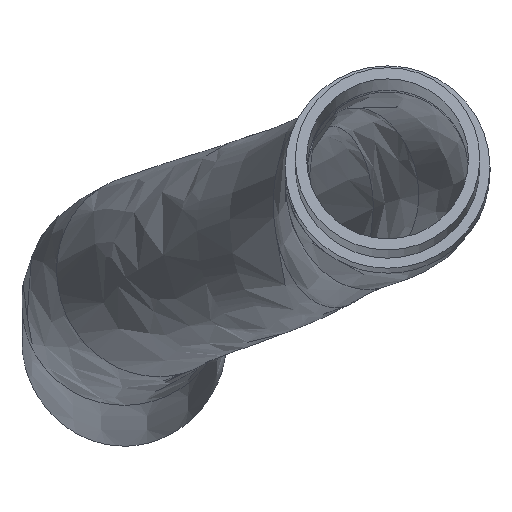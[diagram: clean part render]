
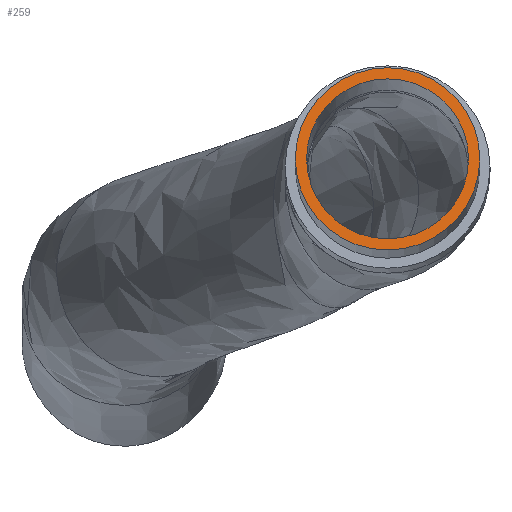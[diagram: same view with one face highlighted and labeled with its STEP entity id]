
A CAD part, top view. The second image highlights one B-rep face of the part: STEP entity #259.
In plain terms, the highlighted planar face has unit normal (0, 0.151, 0.989).
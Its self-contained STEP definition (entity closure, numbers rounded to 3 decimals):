
#15=PLANE('',#287);
#21=CIRCLE('',#283,7.55);
#22=CIRCLE('',#285,8.6);
#38=FACE_BOUND('',#68,.T.);
#49=FACE_OUTER_BOUND('',#67,.T.);
#67=EDGE_LOOP('',(#215));
#68=EDGE_LOOP('',(#216));
#122=VERTEX_POINT('',#2527);
#123=VERTEX_POINT('',#2531);
#152=EDGE_CURVE('',#122,#122,#21,.T.);
#154=EDGE_CURVE('',#123,#123,#22,.T.);
#215=ORIENTED_EDGE('',*,*,#154,.T.);
#216=ORIENTED_EDGE('',*,*,#152,.T.);
#259=ADVANCED_FACE('',(#49,#38),#15,.T.);
#283=AXIS2_PLACEMENT_3D('',#2528,#296,#297);
#285=AXIS2_PLACEMENT_3D('',#2532,#301,#302);
#287=AXIS2_PLACEMENT_3D('',#2536,#306,#307);
#296=DIRECTION('center_axis',(0.,-0.151,-0.989));
#297=DIRECTION('ref_axis',(1.,0.,0.));
#301=DIRECTION('center_axis',(0.,0.151,0.989));
#302=DIRECTION('ref_axis',(1.,0.,0.));
#306=DIRECTION('center_axis',(0.,0.151,0.989));
#307=DIRECTION('ref_axis',(1.,0.,0.));
#2527=CARTESIAN_POINT('',(35.45,19.651,128.506));
#2528=CARTESIAN_POINT('Origin',(43.,19.651,128.506));
#2531=CARTESIAN_POINT('',(34.4,19.651,128.506));
#2532=CARTESIAN_POINT('Origin',(43.,19.651,128.506));
#2536=CARTESIAN_POINT('Origin',(43.,19.651,128.506));
